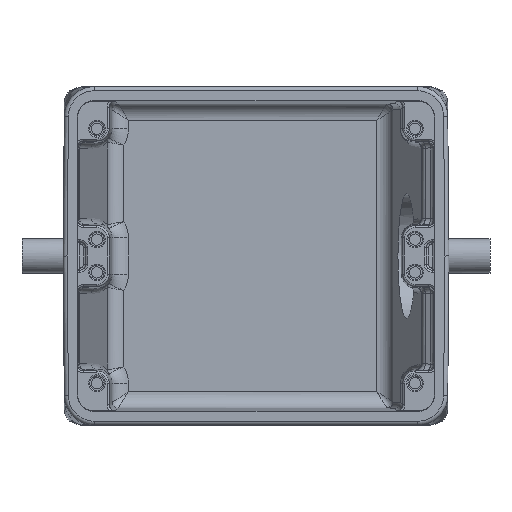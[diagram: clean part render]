
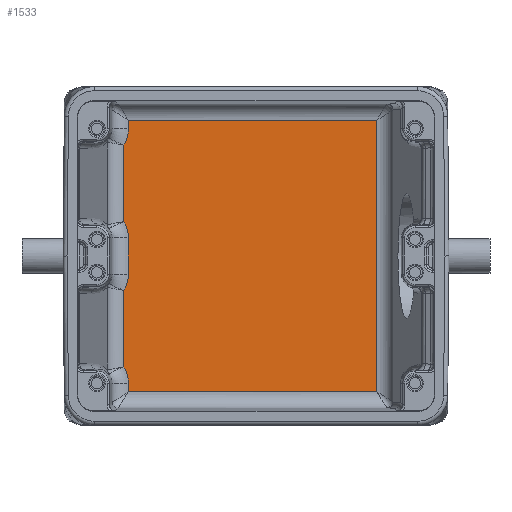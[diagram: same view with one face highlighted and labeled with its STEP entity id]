
A CAD part, front view. The second image highlights one B-rep face of the part: STEP entity #1533.
In plain terms, the highlighted planar face has unit normal (0, -1, 0).
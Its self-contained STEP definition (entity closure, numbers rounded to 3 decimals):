
#894=FACE_OUTER_BOUND('',#2959,.T.);
#1533=ADVANCED_FACE('',(#894),#1890,.F.);
#1890=PLANE('',#11236);
#2098=CIRCLE('',#10885,7.646);
#2213=CIRCLE('',#11103,7.646);
#2252=CIRCLE('',#11220,7.646);
#2256=CIRCLE('',#11229,7.646);
#2959=EDGE_LOOP('',(#5623,#5624,#5625,#5626,#5627,#5628,#5629,#5630,#5631,
#5632,#5633,#5634));
#5623=ORIENTED_EDGE('',*,*,#8100,.T.);
#5624=ORIENTED_EDGE('',*,*,#8578,.F.);
#5625=ORIENTED_EDGE('',*,*,#8574,.T.);
#5626=ORIENTED_EDGE('',*,*,#8556,.F.);
#5627=ORIENTED_EDGE('',*,*,#8560,.T.);
#5628=ORIENTED_EDGE('',*,*,#8585,.F.);
#5629=ORIENTED_EDGE('',*,*,#8369,.T.);
#5630=ORIENTED_EDGE('',*,*,#8367,.F.);
#5631=ORIENTED_EDGE('',*,*,#8392,.F.);
#5632=ORIENTED_EDGE('',*,*,#8326,.F.);
#5633=ORIENTED_EDGE('',*,*,#8319,.F.);
#5634=ORIENTED_EDGE('',*,*,#8584,.F.);
#6940=VERTEX_POINT('',#16808);
#6944=VERTEX_POINT('',#16843);
#7089=VERTEX_POINT('',#17738);
#7090=VERTEX_POINT('',#17861);
#7093=VERTEX_POINT('',#17993);
#7121=VERTEX_POINT('',#18327);
#7122=VERTEX_POINT('',#18329);
#7123=VERTEX_POINT('',#18333);
#7222=VERTEX_POINT('',#19431);
#7224=VERTEX_POINT('',#19435);
#7227=VERTEX_POINT('',#19471);
#7233=VERTEX_POINT('',#19671);
#8100=EDGE_CURVE('',#6940,#6944,#2098,.T.);
#8319=EDGE_CURVE('',#7089,#7090,#9435,.T.);
#8326=EDGE_CURVE('',#7090,#7093,#9437,.T.);
#8367=EDGE_CURVE('',#7121,#7122,#9453,.T.);
#8369=EDGE_CURVE('',#7123,#7122,#2213,.T.);
#8392=EDGE_CURVE('',#7093,#7121,#9459,.T.);
#8556=EDGE_CURVE('',#7224,#7222,#9526,.T.);
#8560=EDGE_CURVE('',#7224,#7227,#2252,.T.);
#8574=EDGE_CURVE('',#7233,#7222,#2256,.T.);
#8578=EDGE_CURVE('',#7233,#6944,#9531,.T.);
#8584=EDGE_CURVE('',#6940,#7089,#9534,.T.);
#8585=EDGE_CURVE('',#7123,#7227,#9535,.T.);
#9435=LINE('',#17860,#10202);
#9437=LINE('',#17992,#10204);
#9453=LINE('',#18328,#10220);
#9459=LINE('',#18555,#10226);
#9526=LINE('',#19436,#10293);
#9531=LINE('',#19796,#10298);
#9534=LINE('',#19956,#10301);
#9535=LINE('',#19958,#10302);
#10202=VECTOR('',#13206,1.);
#10204=VECTOR('',#13212,1.);
#10220=VECTOR('',#13284,1.);
#10226=VECTOR('',#13326,1.);
#10293=VECTOR('',#13591,1.);
#10298=VECTOR('',#13622,1.);
#10301=VECTOR('',#13633,1.);
#10302=VECTOR('',#13636,1.);
#10885=AXIS2_PLACEMENT_3D('',#16844,#12762,#12763);
#11103=AXIS2_PLACEMENT_3D('',#18332,#13289,#13290);
#11220=AXIS2_PLACEMENT_3D('',#19472,#13596,#13597);
#11229=AXIS2_PLACEMENT_3D('',#19670,#13618,#13619);
#11236=AXIS2_PLACEMENT_3D('',#19959,#13637,#13638);
#12762=DIRECTION('',(0.,1.,0.));
#12763=DIRECTION('',(1.,0.,0.));
#13206=DIRECTION('',(1.,0.,0.));
#13212=DIRECTION('',(0.,0.,-1.));
#13284=DIRECTION('',(0.,0.,1.));
#13289=DIRECTION('',(0.,1.,0.));
#13290=DIRECTION('',(0.853,0.,0.521));
#13326=DIRECTION('',(-1.,0.,0.));
#13591=DIRECTION('',(0.,0.,1.));
#13596=DIRECTION('',(0.,1.,0.));
#13597=DIRECTION('',(1.,0.,0.));
#13618=DIRECTION('',(0.,1.,0.));
#13619=DIRECTION('',(0.853,0.,0.521));
#13622=DIRECTION('',(0.,0.,1.));
#13633=DIRECTION('',(0.,0.,1.));
#13636=DIRECTION('',(0.,0.,1.));
#13637=DIRECTION('',(0.,1.,0.));
#13638=DIRECTION('',(-1.,0.,0.));
#16808=CARTESIAN_POINT('',(-31.104,40.,31.));
#16843=CARTESIAN_POINT('',(-32.225,40.,27.015));
#16844=CARTESIAN_POINT('',(-38.75,40.,31.));
#17738=CARTESIAN_POINT('',(-31.104,40.,33.104));
#17860=CARTESIAN_POINT('',(-31.104,40.,33.104));
#17861=CARTESIAN_POINT('',(29.448,40.,33.104));
#17992=CARTESIAN_POINT('',(29.448,40.,33.104));
#17993=CARTESIAN_POINT('',(29.448,40.,-33.104));
#18327=CARTESIAN_POINT('',(-31.104,40.,-33.104));
#18328=CARTESIAN_POINT('',(-31.104,40.,-33.104));
#18329=CARTESIAN_POINT('',(-31.104,40.,-31.));
#18332=CARTESIAN_POINT('',(-38.75,40.,-31.));
#18333=CARTESIAN_POINT('',(-32.225,40.,-27.015));
#18555=CARTESIAN_POINT('',(29.448,40.,-33.104));
#19431=CARTESIAN_POINT('',(-31.104,40.,4.4));
#19435=CARTESIAN_POINT('',(-31.104,40.,-4.4));
#19436=CARTESIAN_POINT('',(-31.104,40.,-4.4));
#19471=CARTESIAN_POINT('',(-32.225,40.,-8.385));
#19472=CARTESIAN_POINT('',(-38.75,40.,-4.4));
#19670=CARTESIAN_POINT('',(-38.75,40.,4.4));
#19671=CARTESIAN_POINT('',(-32.225,40.,8.385));
#19796=CARTESIAN_POINT('',(-32.225,40.,8.385));
#19956=CARTESIAN_POINT('',(-31.104,40.,31.));
#19958=CARTESIAN_POINT('',(-32.225,40.,-27.015));
#19959=CARTESIAN_POINT('',(32.925,40.,-37.75));
